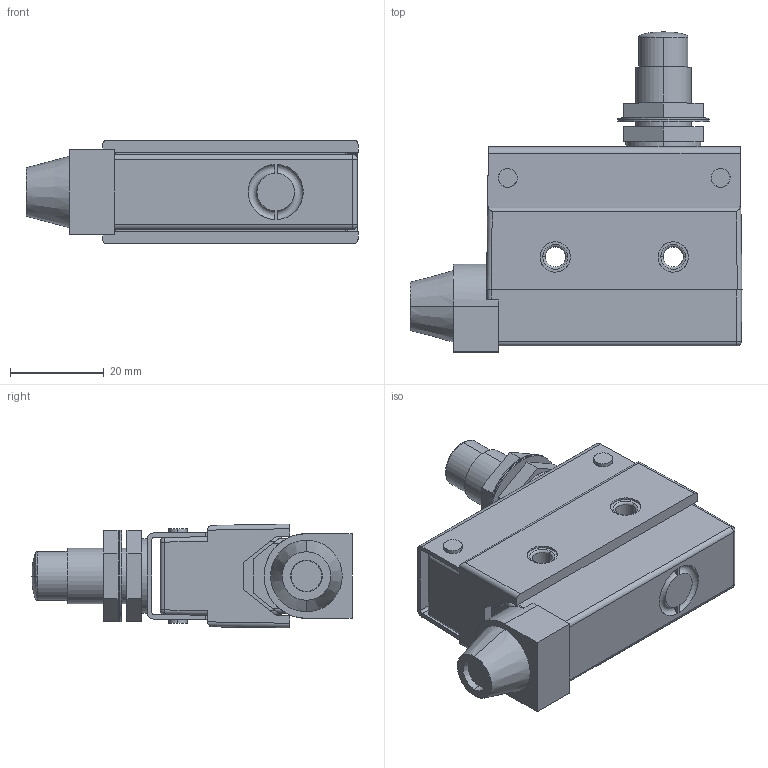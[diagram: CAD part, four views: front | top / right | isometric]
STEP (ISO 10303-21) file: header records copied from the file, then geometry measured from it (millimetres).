
FILE_DESCRIPTION (( 'STEP AP214' ), '1' );
FILE_NAME ('TZ-310.ÃÌ Êîíöåâîé âûêëþ÷àòåëü EKF TZ-310.STEP', '2024-10-15T12:46:24', ( '' ), ( '' ), 'SwSTEP 2.0', 'SolidWorks 2021', '' );
FILE_SCHEMA (( 'AUTOMOTIVE_DESIGN' ));
Length unit declared in the file: millimetre
Products named in the file (1): TZ-310.ÃÌ Êîíöåâîé âûêëþ÷àòåëü EKF TZ-310
Bounding box: 70.95 x 68.4 x 22.2 mm (x, y, z)
Volume: 40355.5 mm3; surface area: 27463.9 mm2
Topology: 13 solids, 13 shells, 425 faces, 1086 edges, 703 vertices
Faces by surface type: plane 255, cylinder 101, bspline 41, sphere 14, torus 10, cone 4
Entity records: 15470 total; most frequent: CARTESIAN_POINT 4632, ORIENTED_EDGE 2160, DIRECTION 1894, EDGE_CURVE 1080, VERTEX_POINT 703, VECTOR 700, LINE 700, AXIS2_PLACEMENT_3D 597
